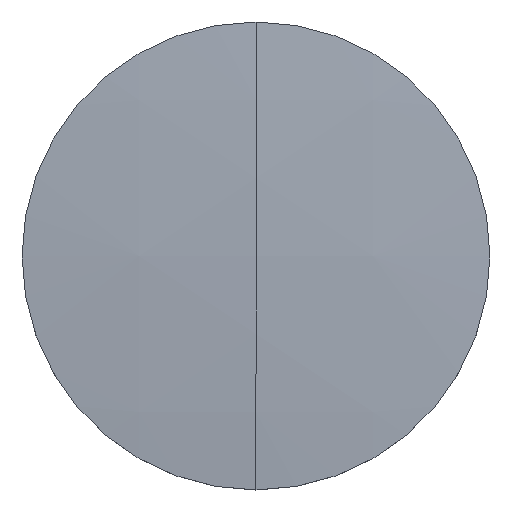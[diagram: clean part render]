
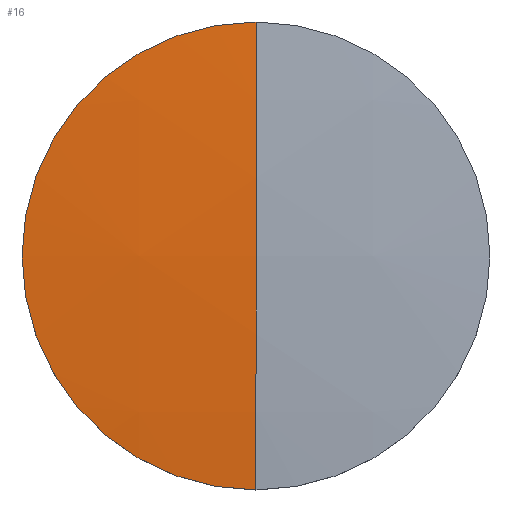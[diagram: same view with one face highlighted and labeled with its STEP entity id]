
A CAD part, top view. The second image highlights one B-rep face of the part: STEP entity #16.
In plain terms, the highlighted spherical face has radius 154.52 mm.
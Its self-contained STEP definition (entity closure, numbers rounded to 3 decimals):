
#16 = ADVANCED_FACE ( 'NONE', ( #33 ), #63, .T. ) ;
#33 = FACE_OUTER_BOUND ( 'NONE', #35, .T. ) ;
#35 = EDGE_LOOP ( 'NONE', ( #72, #48, #82, #57 ) ) ;
#37 = DIRECTION ( 'NONE',  ( 0., 1., 0. ) ) ;
#38 = DIRECTION ( 'NONE',  ( -1., 0., 0. ) ) ;
#39 = CARTESIAN_POINT ( 'NONE',  ( 0., 0., -153.26 ) ) ;
#40 = AXIS2_PLACEMENT_3D ( 'NONE', #39, #38, #37 ) ;
#48 = ORIENTED_EDGE ( 'NONE', *, *, #88, .T. ) ;
#56 = VERTEX_POINT ( 'NONE', #206 ) ;
#57 = ORIENTED_EDGE ( 'NONE', *, *, #80, .F. ) ;
#63 = SPHERICAL_SURFACE ( 'NONE', #40, 154.52 ) ;
#70 = VERTEX_POINT ( 'NONE', #202 ) ;
#72 = ORIENTED_EDGE ( 'NONE', *, *, #81, .T. ) ;
#73 = VERTEX_POINT ( 'NONE', #164 ) ;
#80 = EDGE_CURVE ( 'NONE', #70, #89, #170, .T. ) ;
#81 = EDGE_CURVE ( 'NONE', #70, #56, #177, .T. ) ;
#82 = ORIENTED_EDGE ( 'NONE', *, *, #83, .T. ) ;
#83 = EDGE_CURVE ( 'NONE', #73, #89, #154, .T. ) ;
#88 = EDGE_CURVE ( 'NONE', #56, #73, #235, .T. ) ;
#89 = VERTEX_POINT ( 'NONE', #253 ) ;
#154 = CIRCLE ( 'NONE', #210, 154.52 ) ;
#156 = DIRECTION ( 'NONE',  ( 1., 0., 0. ) ) ;
#157 = DIRECTION ( 'NONE',  ( 0., 0., 1. ) ) ;
#164 = CARTESIAN_POINT ( 'NONE',  ( 0., -12.7, 0.737 ) ) ;
#170 = CIRCLE ( 'NONE', #189, 154.52 ) ;
#176 = AXIS2_PLACEMENT_3D ( 'NONE', #190, #157, #156 ) ;
#177 = CIRCLE ( 'NONE', #176, 12.7 ) ;
#178 = DIRECTION ( 'NONE',  ( 0., 0., -1. ) ) ;
#187 = DIRECTION ( 'NONE',  ( 1., 0., 0. ) ) ;
#188 = CARTESIAN_POINT ( 'NONE',  ( 0., 0., -153.26 ) ) ;
#189 = AXIS2_PLACEMENT_3D ( 'NONE', #188, #187, #178 ) ;
#190 = CARTESIAN_POINT ( 'NONE',  ( 0., 0., 0.737 ) ) ;
#202 = CARTESIAN_POINT ( 'NONE',  ( 0., 12.7, 0.737 ) ) ;
#206 = CARTESIAN_POINT ( 'NONE',  ( -12.7, 0., 0.737 ) ) ;
#210 = AXIS2_PLACEMENT_3D ( 'NONE', #233, #227, #259 ) ;
#221 = DIRECTION ( 'NONE',  ( 1., 0., 0. ) ) ;
#227 = DIRECTION ( 'NONE',  ( -1., 0., 0. ) ) ;
#231 = CARTESIAN_POINT ( 'NONE',  ( 0., 0., 0.737 ) ) ;
#233 = CARTESIAN_POINT ( 'NONE',  ( 0., 0., -153.26 ) ) ;
#235 = CIRCLE ( 'NONE', #252, 12.7 ) ;
#242 = DIRECTION ( 'NONE',  ( 0., 0., 1. ) ) ;
#252 = AXIS2_PLACEMENT_3D ( 'NONE', #231, #242, #221 ) ;
#253 = CARTESIAN_POINT ( 'NONE',  ( 0., 0., 1.26 ) ) ;
#259 = DIRECTION ( 'NONE',  ( 0., -1., 0. ) ) ;
